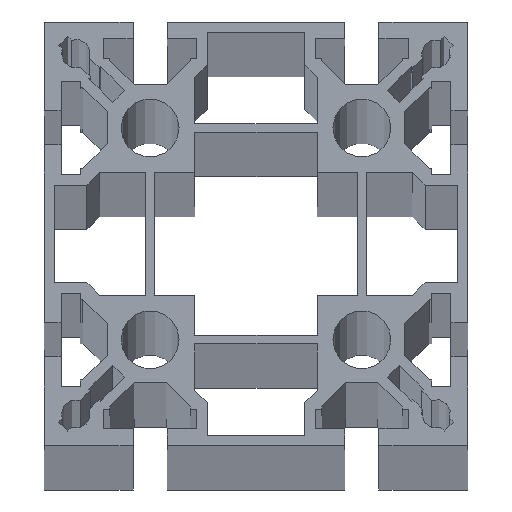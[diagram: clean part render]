
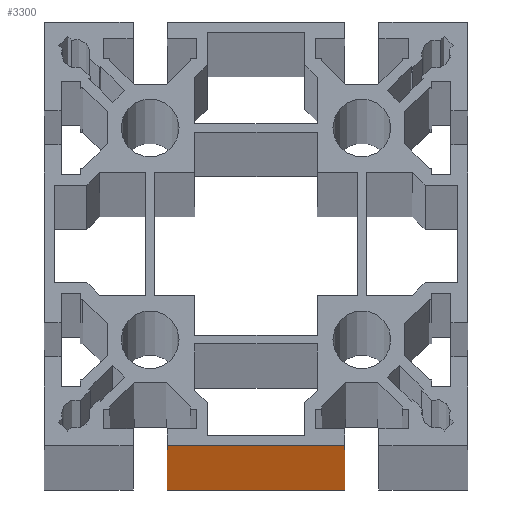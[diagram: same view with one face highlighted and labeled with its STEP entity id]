
A CAD part, top view. The second image highlights one B-rep face of the part: STEP entity #3300.
In plain terms, the highlighted planar face has unit normal (0, -1, 0).
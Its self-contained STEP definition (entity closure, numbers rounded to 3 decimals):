
#100 = VERTEX_POINT ( 'NONE', #3863 ) ;
#301 = EDGE_CURVE ( 'NONE', #3088, #100, #4494, .T. ) ;
#1705 = FACE_OUTER_BOUND ( 'NONE', #7386, .T. ) ;
#2105 = CARTESIAN_POINT ( 'NONE',  ( 21., -50., 6000. ) ) ;
#2106 = DIRECTION ( 'NONE',  ( 1., 0., 0. ) ) ;
#2146 = EDGE_CURVE ( 'NONE', #4065, #4080, #2463, .T. ) ;
#2368 = AXIS2_PLACEMENT_3D ( 'NONE', #5592, #5593, #5594 ) ;
#2463 = LINE ( 'NONE', #2105, #2472 ) ;
#2472 = VECTOR ( 'NONE', #2106, 1000. ) ;
#2566 = VECTOR ( 'NONE', #5754, 1000. ) ;
#2567 = LINE ( 'NONE', #5753, #2566 ) ;
#2570 = VECTOR ( 'NONE', #5752, 1000. ) ;
#2572 = LINE ( 'NONE', #5751, #2570 ) ;
#3088 = VERTEX_POINT ( 'NONE', #6160 ) ;
#3163 = EDGE_CURVE ( 'NONE', #4065, #3088, #2572, .T. ) ;
#3164 = EDGE_CURVE ( 'NONE', #4080, #100, #2567, .T. ) ;
#3300 = ADVANCED_FACE ( 'NONE', ( #1705 ), #5591, .F. ) ;
#3342 = CARTESIAN_POINT ( 'NONE',  ( 21., -50., 0. ) ) ;
#3343 = DIRECTION ( 'NONE',  ( 1., 0., 0. ) ) ;
#3680 = CARTESIAN_POINT ( 'NONE',  ( -21., -50., 6000. ) ) ;
#3701 = CARTESIAN_POINT ( 'NONE',  ( 21., -50., 6000. ) ) ;
#3863 = CARTESIAN_POINT ( 'NONE',  ( 21., -50., 0. ) ) ;
#4065 = VERTEX_POINT ( 'NONE', #3680 ) ;
#4080 = VERTEX_POINT ( 'NONE', #3701 ) ;
#4493 = VECTOR ( 'NONE', #3343, 1000. ) ;
#4494 = LINE ( 'NONE', #3342, #4493 ) ;
#5591 = PLANE ( 'NONE',  #2368 ) ;
#5592 = CARTESIAN_POINT ( 'NONE',  ( 21., -50., 6000. ) ) ;
#5593 = DIRECTION ( 'NONE',  ( 0., 1., 0. ) ) ;
#5594 = DIRECTION ( 'NONE',  ( 0., 0., 1. ) ) ;
#5751 = CARTESIAN_POINT ( 'NONE',  ( -21., -50., 6000. ) ) ;
#5752 = DIRECTION ( 'NONE',  ( 0., 0., -1. ) ) ;
#5753 = CARTESIAN_POINT ( 'NONE',  ( 21., -50., 6000. ) ) ;
#5754 = DIRECTION ( 'NONE',  ( 0., 0., -1. ) ) ;
#6160 = CARTESIAN_POINT ( 'NONE',  ( -21., -50., 0. ) ) ;
#6280 = ORIENTED_EDGE ( 'NONE', *, *, #2146, .F. ) ;
#6284 = ORIENTED_EDGE ( 'NONE', *, *, #3164, .F. ) ;
#6319 = ORIENTED_EDGE ( 'NONE', *, *, #301, .T. ) ;
#7386 = EDGE_LOOP ( 'NONE', ( #6319, #6284, #6280, #7416 ) ) ;
#7416 = ORIENTED_EDGE ( 'NONE', *, *, #3163, .T. ) ;
